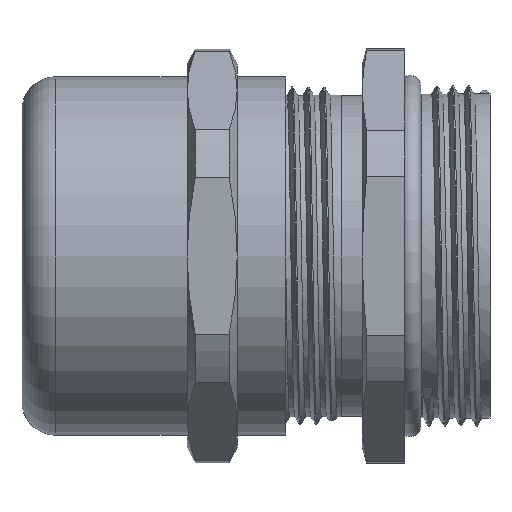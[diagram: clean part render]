
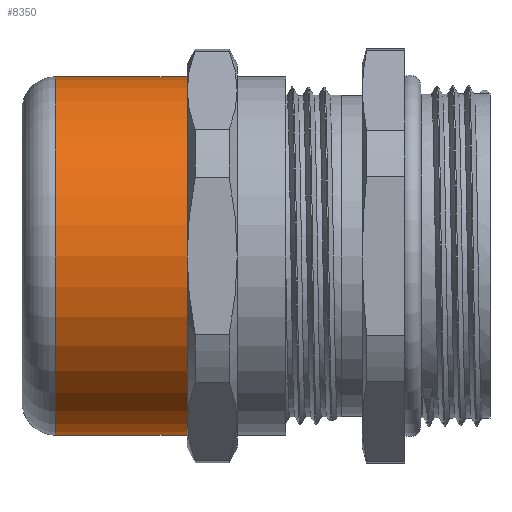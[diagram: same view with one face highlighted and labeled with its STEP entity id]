
A CAD part, front view. The second image highlights one B-rep face of the part: STEP entity #8350.
In plain terms, the highlighted cylindrical face has radius 16.85 mm (diameter 33.7 mm), a full revolution.
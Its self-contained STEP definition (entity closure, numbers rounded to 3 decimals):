
#1438=CYLINDRICAL_SURFACE('',#9009,16.85);
#1601=FACE_BOUND('',#2335,.T.);
#1740=FACE_OUTER_BOUND('',#2334,.T.);
#2334=EDGE_LOOP('',(#6017));
#2335=EDGE_LOOP('',(#6018));
#2897=CIRCLE('',#9006,16.85);
#2898=CIRCLE('',#9008,16.85);
#3577=VERTEX_POINT('',#26706);
#3578=VERTEX_POINT('',#26709);
#4465=EDGE_CURVE('',#3577,#3577,#2897,.T.);
#4466=EDGE_CURVE('',#3578,#3578,#2898,.T.);
#6017=ORIENTED_EDGE('',*,*,#4465,.F.);
#6018=ORIENTED_EDGE('',*,*,#4466,.T.);
#8350=ADVANCED_FACE('',(#1740,#1601),#1438,.T.);
#9006=AXIS2_PLACEMENT_3D('',#26707,#10318,#10319);
#9008=AXIS2_PLACEMENT_3D('',#26710,#10322,#10323);
#9009=AXIS2_PLACEMENT_3D('',#26711,#10324,#10325);
#10318=DIRECTION('center_axis',(1.,0.,0.));
#10319=DIRECTION('ref_axis',(0.,0.,-1.));
#10322=DIRECTION('center_axis',(1.,0.,0.));
#10323=DIRECTION('ref_axis',(0.,0.,-1.));
#10324=DIRECTION('center_axis',(1.,0.,0.));
#10325=DIRECTION('ref_axis',(0.,1.,0.));
#26706=CARTESIAN_POINT('',(-9.25,16.85,0.));
#26707=CARTESIAN_POINT('Origin',(-9.25,0.,0.));
#26709=CARTESIAN_POINT('',(-21.65,16.85,0.));
#26710=CARTESIAN_POINT('Origin',(-21.65,0.,0.));
#26711=CARTESIAN_POINT('Origin',(-15.45,0.,0.));
